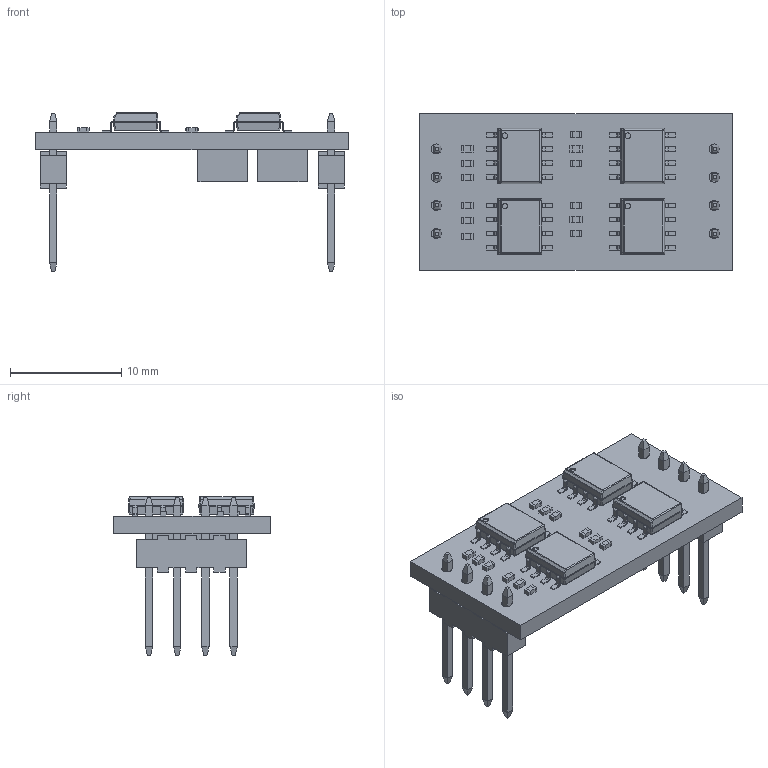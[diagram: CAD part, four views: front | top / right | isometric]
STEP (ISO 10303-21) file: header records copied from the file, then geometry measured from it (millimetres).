
FILE_DESCRIPTION(('Open CASCADE Model'),'2;1');
FILE_NAME('Open CASCADE Shape Model','2016-03-15T21:57:56',('Author'),( 'Open CASCADE'),'Open CASCADE STEP processor 6.8','Open CASCADE 6.8' ,'Unknown');
FILE_SCHEMA(('AUTOMOTIVE_DESIGN { 1 0 10303 214 1 1 1 1 }'));
Length unit declared in the file: millimetre
Products named in the file (40): PCB; Board; CON_MOTOR; 022032041; Open CASCADE STEP translator 6.8 1.2.1.1; Open CASCADE STEP translator 6.8 1.2.1.2; CON_MC; R8; 708789744; Extruded; 708789880; R6; R5; R4; R10; R9; R7; R3; R2; R1; IC4; 784916448; Open_CASCADE_STEP_translator_6.8_8.1; Body; Open_CASCADE_STEP_translator_6.8_8.2.1; Leader; IC2; IC3; IC1; C4; 708789608; C3; 708789336; 708789472; C2; C1
Assembly tree (83 placements, depth 5):
  PCB
    Board
    CON_MOTOR
      022032041
        Open CASCADE STEP translator 6.8 1.2.1.1
        Open CASCADE STEP translator 6.8 1.2.1.2
    CON_MC
      022032041
        Open CASCADE STEP translator 6.8 1.2.1.1
        Open CASCADE STEP translator 6.8 1.2.1.2
    R8
      708789744  x2
        Extruded
      708789880
        Extruded
    R6
      708789744  x2
        Extruded
      708789880
        Extruded
    R5
      708789744  x2
        Extruded
      708789880
        Extruded
    R4
      708789744  x2
        Extruded
      708789880
        Extruded
    R10
      708789744  x2
        Extruded
      708789880
        Extruded
    R9
      708789744  x2
        Extruded
      708789880
        Extruded
    R7
      708789744  x2
        Extruded
      708789880
        Extruded
    R3
      708789744  x2
        Extruded
      708789880
        Extruded
    R2
      708789744  x2
        Extruded
      708789880
        Extruded
    R1
      708789744  x2
        Extruded
      708789880
        Extruded
Bounding box: 28.18 x 14.1 x 14.29 mm (x, y, z)
Volume: 1123.6 mm3; surface area: 2071.8 mm2
Topology: 77 solids, 81 shells, 1418 faces, 2956 edges, 1692 vertices
Faces by surface type: plane 1082, cylinder 264, sphere 40, bspline 32
Full cylindrical faces by diameter (mm): 0.5 x4, 0.9 x8
Entity records: 15040 total; most frequent: CARTESIAN_POINT 3528, DIRECTION 2057, LINE 1299, VECTOR 1299, ORIENTED_EDGE 1023, PCURVE 1023, DEFINITIONAL_REPRESENTATION 1023, EDGE_CURVE 512
